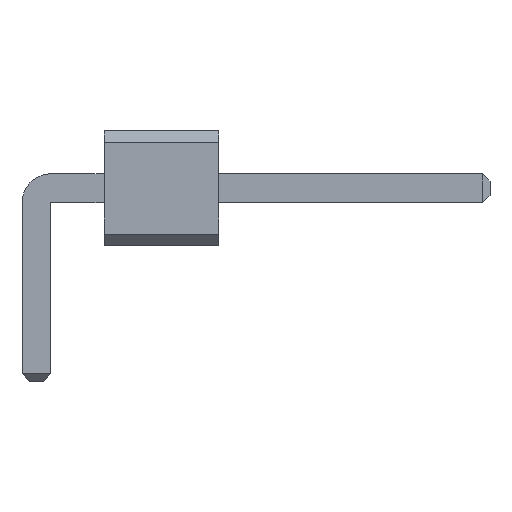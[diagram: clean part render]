
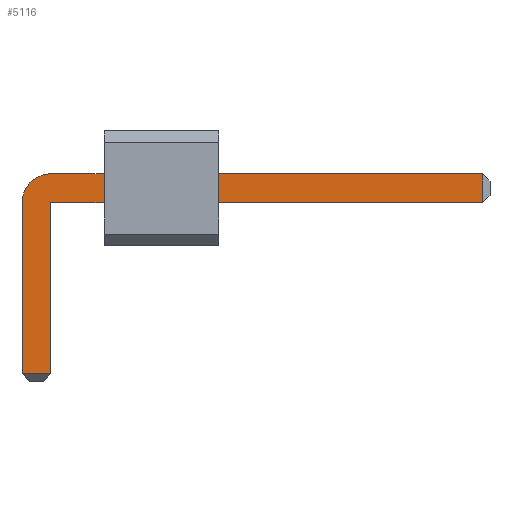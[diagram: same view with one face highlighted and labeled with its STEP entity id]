
A CAD part, front view. The second image highlights one B-rep face of the part: STEP entity #5116.
In plain terms, the highlighted planar face has unit normal (0, -1, 0).
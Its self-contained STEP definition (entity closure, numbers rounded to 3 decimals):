
#13=DIRECTION('',(0.,0.,1.));
#2323=VECTOR('',#13,1.);
#4916=VECTOR('',#4917,1.);
#4917=DIRECTION('',(1.,0.,0.));
#4923=VECTOR('',#4924,1.);
#4924=DIRECTION('',(0.,0.,-1.));
#4931=VECTOR('',#4932,1.);
#4932=DIRECTION('',(-1.,0.,0.));
#4953=DIRECTION('',(-0.,1.,0.));
#4957=DIRECTION('',(0.,1.,0.));
#4958=DIRECTION('',(1.,0.,0.));
#4965=VERTEX_POINT('',#4966);
#4966=CARTESIAN_POINT('',(0.32,-99.38,1.59));
#4968=ORIENTED_EDGE('',*,*,#4969,.T.);
#4969=EDGE_CURVE('',#4965,#4970,#4972,.T.);
#4970=VERTEX_POINT('',#4971);
#4971=CARTESIAN_POINT('',(9.88,-99.38,1.59));
#4972=LINE('',#4973,#4916);
#4973=CARTESIAN_POINT('',(-0.32,-99.38,1.59));
#5011=EDGE_CURVE('',#5012,#4965,#5014,.T.);
#5012=VERTEX_POINT('',#5013);
#5013=CARTESIAN_POINT('',(-0.32,-99.38,0.95));
#5014=CIRCLE('',#5015,0.64);
#5015=AXIS2_PLACEMENT_3D('',#5016,#4953,#4924);
#5016=CARTESIAN_POINT('',(0.32,-99.38,0.95));
#5028=VERTEX_POINT('',#5029);
#5029=CARTESIAN_POINT('',(9.88,-99.38,0.95));
#5031=ORIENTED_EDGE('',*,*,#5032,.T.);
#5032=EDGE_CURVE('',#5028,#5033,#5034,.T.);
#5033=VERTEX_POINT('',#5016);
#5034=LINE('',#5035,#4931);
#5035=CARTESIAN_POINT('',(10.04,-99.38,0.95));
#5047=VERTEX_POINT('',#5048);
#5048=CARTESIAN_POINT('',(-0.32,-99.38,-2.84));
#5050=ORIENTED_EDGE('',*,*,#5051,.T.);
#5051=EDGE_CURVE('',#5047,#5012,#5052,.T.);
#5052=LINE('',#5053,#2323);
#5053=CARTESIAN_POINT('',(-0.32,-99.38,-3.));
#5061=ORIENTED_EDGE('',*,*,#5062,.T.);
#5062=EDGE_CURVE('',#5033,#5063,#5065,.T.);
#5063=VERTEX_POINT('',#5064);
#5064=CARTESIAN_POINT('',(0.32,-99.38,-2.84));
#5065=LINE('',#5016,#4923);
#5116=ADVANCED_FACE('',(#5117),#5126,.F.);
#5117=FACE_BOUND('',#5118,.F.);
#5118=EDGE_LOOP('',(#4968,#5119,#5031,#5061,#5122,#5050,#5125));
#5119=ORIENTED_EDGE('',*,*,#5120,.T.);
#5120=EDGE_CURVE('',#4970,#5028,#5121,.T.);
#5121=LINE('',#4971,#4923);
#5122=ORIENTED_EDGE('',*,*,#5123,.T.);
#5123=EDGE_CURVE('',#5063,#5047,#5124,.T.);
#5124=LINE('',#5064,#4931);
#5125=ORIENTED_EDGE('',*,*,#5011,.T.);
#5126=PLANE('',#5127);
#5127=AXIS2_PLACEMENT_3D('',#5128,#4957,#4958);
#5128=CARTESIAN_POINT('',(3.576,-99.38,0.579));
